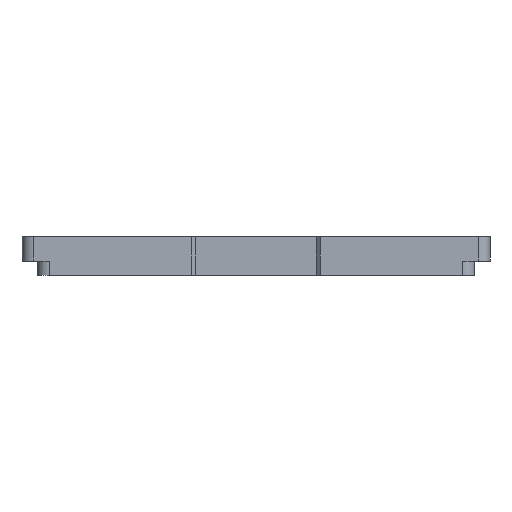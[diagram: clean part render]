
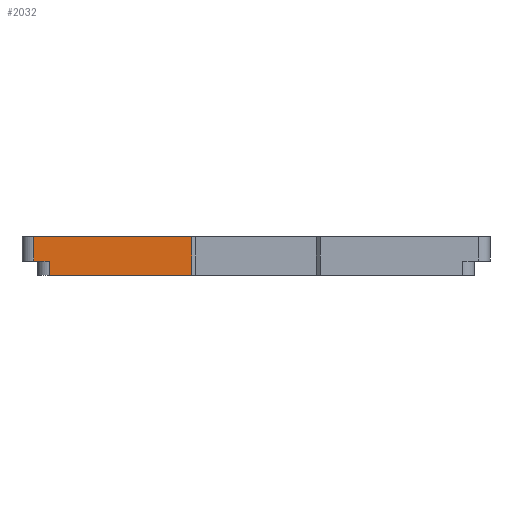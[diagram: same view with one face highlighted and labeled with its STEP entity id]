
A CAD part, front view. The second image highlights one B-rep face of the part: STEP entity #2032.
In plain terms, the highlighted planar face has unit normal (0, -1, 0).
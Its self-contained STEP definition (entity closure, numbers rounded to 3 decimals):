
#746 = PLANE('',#747);
#747 = AXIS2_PLACEMENT_3D('',#748,#749,#750);
#748 = CARTESIAN_POINT('',(-11.222,-15.95,0.74));
#749 = DIRECTION('',(0.,0.,1.));
#750 = DIRECTION('',(-1.,0.,0.));
#774 = CYLINDRICAL_SURFACE('',#775,0.6);
#775 = AXIS2_PLACEMENT_3D('',#776,#777,#778);
#776 = CARTESIAN_POINT('',(-11.422,-15.35,0.74));
#777 = DIRECTION('',(0.,0.,1.));
#778 = DIRECTION('',(-1.,0.,0.));
#802 = PLANE('',#803);
#803 = AXIS2_PLACEMENT_3D('',#804,#805,#806);
#804 = CARTESIAN_POINT('',(-12.022,-15.95,2.));
#805 = DIRECTION('',(0.,0.,1.));
#806 = DIRECTION('',(1.,0.,0.));
#843 = EDGE_CURVE('',#844,#846,#848,.T.);
#844 = VERTEX_POINT('',#845);
#845 = CARTESIAN_POINT('',(-11.222,-15.95,0.74));
#846 = VERTEX_POINT('',#847);
#847 = CARTESIAN_POINT('',(-11.422,-15.95,0.74));
#848 = SURFACE_CURVE('',#849,(#853,#860),.PCURVE_S1.);
#849 = LINE('',#850,#851);
#850 = CARTESIAN_POINT('',(-11.222,-15.95,0.74));
#851 = VECTOR('',#852,1.);
#852 = DIRECTION('',(-1.,0.,0.));
#853 = PCURVE('',#746,#854);
#854 = DEFINITIONAL_REPRESENTATION('',(#855),#859);
#855 = LINE('',#856,#857);
#856 = CARTESIAN_POINT('',(0.,0.));
#857 = VECTOR('',#858,1.);
#858 = DIRECTION('',(1.,0.));
#859 = ( GEOMETRIC_REPRESENTATION_CONTEXT(2) 
PARAMETRIC_REPRESENTATION_CONTEXT() REPRESENTATION_CONTEXT('2D SPACE',''
  ) );
#860 = PCURVE('',#861,#866);
#861 = PLANE('',#862);
#862 = AXIS2_PLACEMENT_3D('',#863,#864,#865);
#863 = CARTESIAN_POINT('',(-3.3,-15.95,0.));
#864 = DIRECTION('',(0.,-1.,0.));
#865 = DIRECTION('',(-1.,0.,0.));
#866 = DEFINITIONAL_REPRESENTATION('',(#867),#871);
#867 = LINE('',#868,#869);
#868 = CARTESIAN_POINT('',(7.922,-0.74));
#869 = VECTOR('',#870,1.);
#870 = DIRECTION('',(1.,0.));
#871 = ( GEOMETRIC_REPRESENTATION_CONTEXT(2) 
PARAMETRIC_REPRESENTATION_CONTEXT() REPRESENTATION_CONTEXT('2D SPACE',''
  ) );
#873 = EDGE_CURVE('',#844,#874,#876,.T.);
#874 = VERTEX_POINT('',#875);
#875 = CARTESIAN_POINT('',(-10.622,-15.95,0.74));
#876 = SURFACE_CURVE('',#877,(#881,#888),.PCURVE_S1.);
#877 = LINE('',#878,#879);
#878 = CARTESIAN_POINT('',(-7.261,-15.95,0.74));
#879 = VECTOR('',#880,1.);
#880 = DIRECTION('',(1.,0.,0.));
#881 = PCURVE('',#746,#882);
#882 = DEFINITIONAL_REPRESENTATION('',(#883),#887);
#883 = LINE('',#884,#885);
#884 = CARTESIAN_POINT('',(-3.961,0.));
#885 = VECTOR('',#886,1.);
#886 = DIRECTION('',(-1.,0.));
#887 = ( GEOMETRIC_REPRESENTATION_CONTEXT(2) 
PARAMETRIC_REPRESENTATION_CONTEXT() REPRESENTATION_CONTEXT('2D SPACE',''
  ) );
#888 = PCURVE('',#861,#889);
#889 = DEFINITIONAL_REPRESENTATION('',(#890),#894);
#890 = LINE('',#891,#892);
#891 = CARTESIAN_POINT('',(3.961,-0.74));
#892 = VECTOR('',#893,1.);
#893 = DIRECTION('',(-1.,0.));
#894 = ( GEOMETRIC_REPRESENTATION_CONTEXT(2) 
PARAMETRIC_REPRESENTATION_CONTEXT() REPRESENTATION_CONTEXT('2D SPACE',''
  ) );
#917 = CYLINDRICAL_SURFACE('',#918,0.6);
#918 = AXIS2_PLACEMENT_3D('',#919,#920,#921);
#919 = CARTESIAN_POINT('',(-10.622,-15.35,0.74));
#920 = DIRECTION('',(0.,0.,-1.));
#921 = DIRECTION('',(0.,-1.,0.));
#1004 = EDGE_CURVE('',#846,#1005,#1007,.T.);
#1005 = VERTEX_POINT('',#1006);
#1006 = CARTESIAN_POINT('',(-11.422,-15.95,2.));
#1007 = SURFACE_CURVE('',#1008,(#1012,#1019),.PCURVE_S1.);
#1008 = LINE('',#1009,#1010);
#1009 = CARTESIAN_POINT('',(-11.422,-15.95,0.74));
#1010 = VECTOR('',#1011,1.);
#1011 = DIRECTION('',(0.,0.,1.));
#1012 = PCURVE('',#774,#1013);
#1013 = DEFINITIONAL_REPRESENTATION('',(#1014),#1018);
#1014 = LINE('',#1015,#1016);
#1015 = CARTESIAN_POINT('',(1.571,0.));
#1016 = VECTOR('',#1017,1.);
#1017 = DIRECTION('',(0.,1.));
#1018 = ( GEOMETRIC_REPRESENTATION_CONTEXT(2) 
PARAMETRIC_REPRESENTATION_CONTEXT() REPRESENTATION_CONTEXT('2D SPACE',''
  ) );
#1019 = PCURVE('',#861,#1020);
#1020 = DEFINITIONAL_REPRESENTATION('',(#1021),#1025);
#1021 = LINE('',#1022,#1023);
#1022 = CARTESIAN_POINT('',(8.122,-0.74));
#1023 = VECTOR('',#1024,1.);
#1024 = DIRECTION('',(0.,-1.));
#1025 = ( GEOMETRIC_REPRESENTATION_CONTEXT(2) 
PARAMETRIC_REPRESENTATION_CONTEXT() REPRESENTATION_CONTEXT('2D SPACE',''
  ) );
#1216 = EDGE_CURVE('',#1217,#1005,#1219,.T.);
#1217 = VERTEX_POINT('',#1218);
#1218 = CARTESIAN_POINT('',(-3.3,-15.95,2.));
#1219 = SURFACE_CURVE('',#1220,(#1224,#1231),.PCURVE_S1.);
#1220 = LINE('',#1221,#1222);
#1221 = CARTESIAN_POINT('',(-3.3,-15.95,2.));
#1222 = VECTOR('',#1223,1.);
#1223 = DIRECTION('',(-1.,0.,0.));
#1224 = PCURVE('',#802,#1225);
#1225 = DEFINITIONAL_REPRESENTATION('',(#1226),#1230);
#1226 = LINE('',#1227,#1228);
#1227 = CARTESIAN_POINT('',(8.722,0.));
#1228 = VECTOR('',#1229,1.);
#1229 = DIRECTION('',(-1.,0.));
#1230 = ( GEOMETRIC_REPRESENTATION_CONTEXT(2) 
PARAMETRIC_REPRESENTATION_CONTEXT() REPRESENTATION_CONTEXT('2D SPACE',''
  ) );
#1231 = PCURVE('',#861,#1232);
#1232 = DEFINITIONAL_REPRESENTATION('',(#1233),#1237);
#1233 = LINE('',#1234,#1235);
#1234 = CARTESIAN_POINT('',(0.,-2.));
#1235 = VECTOR('',#1236,1.);
#1236 = DIRECTION('',(1.,0.));
#1237 = ( GEOMETRIC_REPRESENTATION_CONTEXT(2) 
PARAMETRIC_REPRESENTATION_CONTEXT() REPRESENTATION_CONTEXT('2D SPACE',''
  ) );
#1255 = PLANE('',#1256);
#1256 = AXIS2_PLACEMENT_3D('',#1257,#1258,#1259);
#1257 = CARTESIAN_POINT('',(-3.3,-15.95,0.));
#1258 = DIRECTION('',(-0.707,0.707,0.));
#1259 = DIRECTION('',(0.707,0.707,0.));
#2032 = ADVANCED_FACE('',(#2033),#861,.T.);
#2033 = FACE_BOUND('',#2034,.T.);
#2034 = EDGE_LOOP('',(#2035,#2065,#2086,#2087,#2088,#2089,#2090));
#2035 = ORIENTED_EDGE('',*,*,#2036,.F.);
#2036 = EDGE_CURVE('',#2037,#2039,#2041,.T.);
#2037 = VERTEX_POINT('',#2038);
#2038 = CARTESIAN_POINT('',(-3.3,-15.95,0.));
#2039 = VERTEX_POINT('',#2040);
#2040 = CARTESIAN_POINT('',(-10.622,-15.95,0.));
#2041 = SURFACE_CURVE('',#2042,(#2046,#2053),.PCURVE_S1.);
#2042 = LINE('',#2043,#2044);
#2043 = CARTESIAN_POINT('',(-3.3,-15.95,0.));
#2044 = VECTOR('',#2045,1.);
#2045 = DIRECTION('',(-1.,0.,0.));
#2046 = PCURVE('',#861,#2047);
#2047 = DEFINITIONAL_REPRESENTATION('',(#2048),#2052);
#2048 = LINE('',#2049,#2050);
#2049 = CARTESIAN_POINT('',(0.,0.));
#2050 = VECTOR('',#2051,1.);
#2051 = DIRECTION('',(1.,0.));
#2052 = ( GEOMETRIC_REPRESENTATION_CONTEXT(2) 
PARAMETRIC_REPRESENTATION_CONTEXT() REPRESENTATION_CONTEXT('2D SPACE',''
  ) );
#2053 = PCURVE('',#2054,#2059);
#2054 = PLANE('',#2055);
#2055 = AXIS2_PLACEMENT_3D('',#2056,#2057,#2058);
#2056 = CARTESIAN_POINT('',(-12.022,-15.95,0.));
#2057 = DIRECTION('',(0.,0.,1.));
#2058 = DIRECTION('',(1.,0.,0.));
#2059 = DEFINITIONAL_REPRESENTATION('',(#2060),#2064);
#2060 = LINE('',#2061,#2062);
#2061 = CARTESIAN_POINT('',(8.722,0.));
#2062 = VECTOR('',#2063,1.);
#2063 = DIRECTION('',(-1.,0.));
#2064 = ( GEOMETRIC_REPRESENTATION_CONTEXT(2) 
PARAMETRIC_REPRESENTATION_CONTEXT() REPRESENTATION_CONTEXT('2D SPACE',''
  ) );
#2065 = ORIENTED_EDGE('',*,*,#2066,.T.);
#2066 = EDGE_CURVE('',#2037,#1217,#2067,.T.);
#2067 = SURFACE_CURVE('',#2068,(#2072,#2079),.PCURVE_S1.);
#2068 = LINE('',#2069,#2070);
#2069 = CARTESIAN_POINT('',(-3.3,-15.95,0.));
#2070 = VECTOR('',#2071,1.);
#2071 = DIRECTION('',(0.,0.,1.));
#2072 = PCURVE('',#861,#2073);
#2073 = DEFINITIONAL_REPRESENTATION('',(#2074),#2078);
#2074 = LINE('',#2075,#2076);
#2075 = CARTESIAN_POINT('',(0.,0.));
#2076 = VECTOR('',#2077,1.);
#2077 = DIRECTION('',(0.,-1.));
#2078 = ( GEOMETRIC_REPRESENTATION_CONTEXT(2) 
PARAMETRIC_REPRESENTATION_CONTEXT() REPRESENTATION_CONTEXT('2D SPACE',''
  ) );
#2079 = PCURVE('',#1255,#2080);
#2080 = DEFINITIONAL_REPRESENTATION('',(#2081),#2085);
#2081 = LINE('',#2082,#2083);
#2082 = CARTESIAN_POINT('',(0.,0.));
#2083 = VECTOR('',#2084,1.);
#2084 = DIRECTION('',(0.,-1.));
#2085 = ( GEOMETRIC_REPRESENTATION_CONTEXT(2) 
PARAMETRIC_REPRESENTATION_CONTEXT() REPRESENTATION_CONTEXT('2D SPACE',''
  ) );
#2086 = ORIENTED_EDGE('',*,*,#1216,.T.);
#2087 = ORIENTED_EDGE('',*,*,#1004,.F.);
#2088 = ORIENTED_EDGE('',*,*,#843,.F.);
#2089 = ORIENTED_EDGE('',*,*,#873,.T.);
#2090 = ORIENTED_EDGE('',*,*,#2091,.T.);
#2091 = EDGE_CURVE('',#874,#2039,#2092,.T.);
#2092 = SURFACE_CURVE('',#2093,(#2097,#2104),.PCURVE_S1.);
#2093 = LINE('',#2094,#2095);
#2094 = CARTESIAN_POINT('',(-10.622,-15.95,0.74));
#2095 = VECTOR('',#2096,1.);
#2096 = DIRECTION('',(0.,0.,-1.));
#2097 = PCURVE('',#861,#2098);
#2098 = DEFINITIONAL_REPRESENTATION('',(#2099),#2103);
#2099 = LINE('',#2100,#2101);
#2100 = CARTESIAN_POINT('',(7.322,-0.74));
#2101 = VECTOR('',#2102,1.);
#2102 = DIRECTION('',(0.,1.));
#2103 = ( GEOMETRIC_REPRESENTATION_CONTEXT(2) 
PARAMETRIC_REPRESENTATION_CONTEXT() REPRESENTATION_CONTEXT('2D SPACE',''
  ) );
#2104 = PCURVE('',#917,#2105);
#2105 = DEFINITIONAL_REPRESENTATION('',(#2106),#2110);
#2106 = LINE('',#2107,#2108);
#2107 = CARTESIAN_POINT('',(0.,0.));
#2108 = VECTOR('',#2109,1.);
#2109 = DIRECTION('',(0.,1.));
#2110 = ( GEOMETRIC_REPRESENTATION_CONTEXT(2) 
PARAMETRIC_REPRESENTATION_CONTEXT() REPRESENTATION_CONTEXT('2D SPACE',''
  ) );
